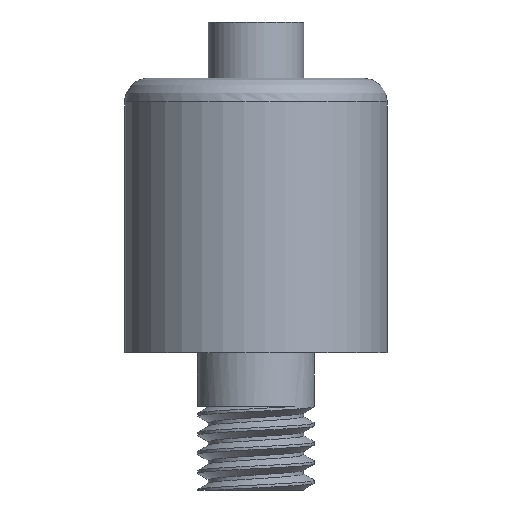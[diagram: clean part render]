
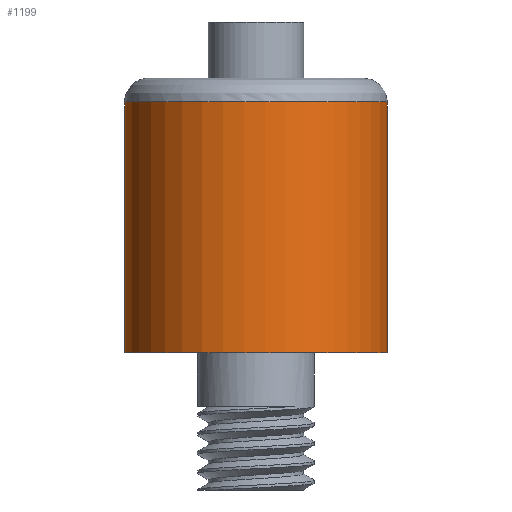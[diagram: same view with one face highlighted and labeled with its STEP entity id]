
A CAD part, front view. The second image highlights one B-rep face of the part: STEP entity #1199.
In plain terms, the highlighted free-form (B-spline) face has degree [2, 1] with [9, 2] control points.
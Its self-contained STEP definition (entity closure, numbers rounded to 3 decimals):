
#1043 = VERTEX_POINT('',#1044);
#1044 = CARTESIAN_POINT('',(-5.386,0.,
    10.282));
#1050 = EDGE_CURVE('',#1043,#1043,#1051,.T.);
#1051 = ( BOUNDED_CURVE() B_SPLINE_CURVE(2,(#1052,#1053,#1054,#1055,
#1056,#1057,#1058),.UNSPECIFIED.,.T.,.F.) B_SPLINE_CURVE_WITH_KNOTS((3,2
    ,2,3),(3.142,5.236,7.33,9.425),
.PIECEWISE_BEZIER_KNOTS.) CURVE() GEOMETRIC_REPRESENTATION_ITEM() 
RATIONAL_B_SPLINE_CURVE((1.,0.5,1.,0.5,1.,0.5,1.)) REPRESENTATION_ITEM(
  '') );
#1052 = CARTESIAN_POINT('',(-5.386,0.,
    10.282));
#1053 = CARTESIAN_POINT('',(-5.386,-9.328,
    10.282));
#1054 = CARTESIAN_POINT('',(2.693,-4.664,
    10.282));
#1055 = CARTESIAN_POINT('',(10.771,0.,
    10.282));
#1056 = CARTESIAN_POINT('',(2.693,4.664,
    10.282));
#1057 = CARTESIAN_POINT('',(-5.386,9.328,
    10.282));
#1058 = CARTESIAN_POINT('',(-5.386,0.,
    10.282));
#1199 = ADVANCED_FACE('',(#1200),#1221,.T.);
#1200 = FACE_BOUND('',#1201,.T.);
#1201 = EDGE_LOOP('',(#1202,#1203,#1210,#1220));
#1202 = ORIENTED_EDGE('',*,*,#1050,.F.);
#1203 = ORIENTED_EDGE('',*,*,#1204,.T.);
#1204 = EDGE_CURVE('',#1043,#1205,#1207,.T.);
#1205 = VERTEX_POINT('',#1206);
#1206 = CARTESIAN_POINT('',(-5.386,0.,0.));
#1207 = B_SPLINE_CURVE_WITH_KNOTS('',1,(#1208,#1209),.UNSPECIFIED.,.F.,
  .F.,(2,2),(-10.5,0.),.PIECEWISE_BEZIER_KNOTS.);
#1208 = CARTESIAN_POINT('',(-5.386,0.,
    10.282));
#1209 = CARTESIAN_POINT('',(-5.386,0.,0.));
#1210 = ORIENTED_EDGE('',*,*,#1211,.T.);
#1211 = EDGE_CURVE('',#1205,#1205,#1212,.T.);
#1212 = ( BOUNDED_CURVE() B_SPLINE_CURVE(2,(#1213,#1214,#1215,#1216,
#1217,#1218,#1219),.UNSPECIFIED.,.T.,.F.) B_SPLINE_CURVE_WITH_KNOTS((3,2
    ,2,3),(3.142,5.236,7.33,9.425),
.PIECEWISE_BEZIER_KNOTS.) CURVE() GEOMETRIC_REPRESENTATION_ITEM() 
RATIONAL_B_SPLINE_CURVE((1.,0.5,1.,0.5,1.,0.5,1.)) REPRESENTATION_ITEM(
  '') );
#1213 = CARTESIAN_POINT('',(-5.386,0.,0.));
#1214 = CARTESIAN_POINT('',(-5.386,-9.328,0.));
#1215 = CARTESIAN_POINT('',(2.693,-4.664,0.));
#1216 = CARTESIAN_POINT('',(10.771,0.,0.));
#1217 = CARTESIAN_POINT('',(2.693,4.664,0.));
#1218 = CARTESIAN_POINT('',(-5.386,9.328,0.));
#1219 = CARTESIAN_POINT('',(-5.386,0.,0.));
#1220 = ORIENTED_EDGE('',*,*,#1204,.F.);
#1221 = ( BOUNDED_SURFACE() B_SPLINE_SURFACE(2,1,(
    (#1222,#1223)
    ,(#1224,#1225)
    ,(#1226,#1227)
    ,(#1228,#1229)
    ,(#1230,#1231)
    ,(#1232,#1233)
    ,(#1234,#1235)
    ,(#1236,#1237)
    ,(#1238,#1239
)),.UNSPECIFIED.,.T.,.F.,.F.) B_SPLINE_SURFACE_WITH_KNOTS((3,2,2,2,3),(2
    ,2),(-3.142,-2.094,0.,2.094,3.142)
,(0.,10.5),.UNSPECIFIED.) GEOMETRIC_REPRESENTATION_ITEM() 
RATIONAL_B_SPLINE_SURFACE((
    (0.75,0.75)
    ,(0.75,0.75)
    ,(1.,1.)
    ,(0.5,0.5)
    ,(1.,1.)
    ,(0.5,0.5)
    ,(1.,1.)
    ,(0.75,0.75)
,(0.75,0.75))) REPRESENTATION_ITEM('') SURFACE() );
#1222 = CARTESIAN_POINT('',(-5.386,0.,0.));
#1223 = CARTESIAN_POINT('',(-5.386,0.,10.282));
#1224 = CARTESIAN_POINT('',(-5.386,-3.109,0.));
#1225 = CARTESIAN_POINT('',(-5.386,-3.109,
    10.282));
#1226 = CARTESIAN_POINT('',(-2.693,-4.664,0.));
#1227 = CARTESIAN_POINT('',(-2.693,-4.664,
    10.282));
#1228 = CARTESIAN_POINT('',(5.386,-9.328,0.));
#1229 = CARTESIAN_POINT('',(5.386,-9.328,
    10.282));
#1230 = CARTESIAN_POINT('',(5.386,0.,0.));
#1231 = CARTESIAN_POINT('',(5.386,0.,10.282));
#1232 = CARTESIAN_POINT('',(5.386,9.328,0.));
#1233 = CARTESIAN_POINT('',(5.386,9.328,
    10.282));
#1234 = CARTESIAN_POINT('',(-2.693,4.664,0.));
#1235 = CARTESIAN_POINT('',(-2.693,4.664,
    10.282));
#1236 = CARTESIAN_POINT('',(-5.386,3.109,0.));
#1237 = CARTESIAN_POINT('',(-5.386,3.109,
    10.282));
#1238 = CARTESIAN_POINT('',(-5.386,0.,0.));
#1239 = CARTESIAN_POINT('',(-5.386,0.,10.282));
